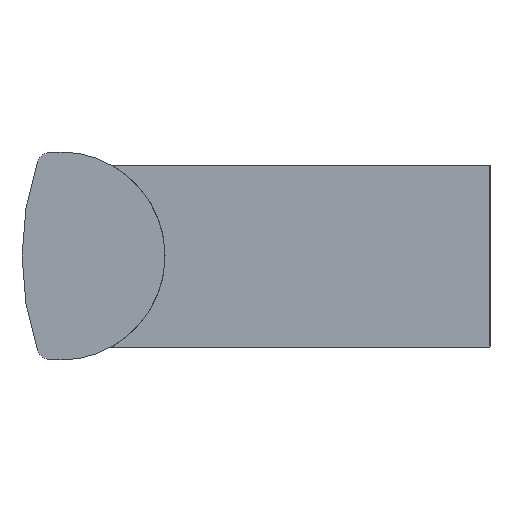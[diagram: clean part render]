
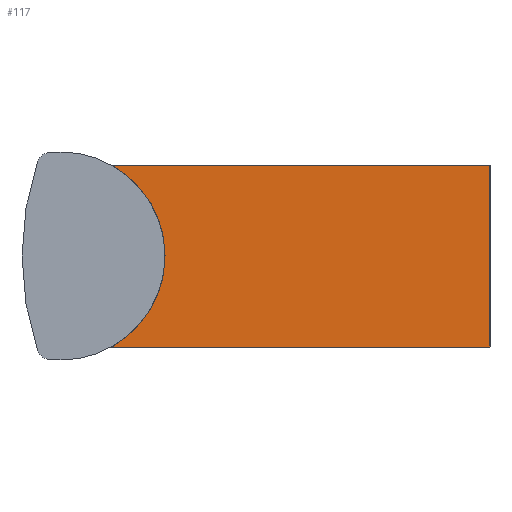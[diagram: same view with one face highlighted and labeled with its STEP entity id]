
A CAD part, left-side view. The second image highlights one B-rep face of the part: STEP entity #117.
In plain terms, the highlighted planar face has unit normal (-1, 0, 0).
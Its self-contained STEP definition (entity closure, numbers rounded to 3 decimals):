
#32 = VERTEX_POINT ( 'NONE', #136 ) ;
#38 = DIRECTION ( 'NONE',  ( 0., 0., -1. ) ) ;
#53 = EDGE_CURVE ( 'NONE', #319, #718, #200, .T. ) ;
#76 = CIRCLE ( 'NONE', #257, 8. ) ;
#91 = CARTESIAN_POINT ( 'NONE',  ( -118., 0., 7. ) ) ;
#110 = ORIENTED_EDGE ( 'NONE', *, *, #384, .T. ) ;
#117 = ADVANCED_FACE ( 'NONE', ( #266 ), #148, .F. ) ;
#136 = CARTESIAN_POINT ( 'NONE',  ( -118., 0., -7. ) ) ;
#148 = PLANE ( 'NONE',  #570 ) ;
#200 = LINE ( 'NONE', #541, #838 ) ;
#208 = CARTESIAN_POINT ( 'NONE',  ( -118., 29.127, -7. ) ) ;
#209 = DIRECTION ( 'NONE',  ( 0., 0., -1. ) ) ;
#244 = VECTOR ( 'NONE', #708, 1000. ) ;
#257 = AXIS2_PLACEMENT_3D ( 'NONE', #833, #702, #38 ) ;
#266 = FACE_OUTER_BOUND ( 'NONE', #652, .T. ) ;
#284 = VERTEX_POINT ( 'NONE', #208 ) ;
#319 = VERTEX_POINT ( 'NONE', #680 ) ;
#348 = CARTESIAN_POINT ( 'NONE',  ( -118., 36.002, -7. ) ) ;
#352 = DIRECTION ( 'NONE',  ( 0., -1., 0. ) ) ;
#360 = CARTESIAN_POINT ( 'NONE',  ( -118., 0., -7. ) ) ;
#363 = CARTESIAN_POINT ( 'NONE',  ( -118., 36.002, -7. ) ) ;
#384 = EDGE_CURVE ( 'NONE', #32, #718, #496, .T. ) ;
#400 = ORIENTED_EDGE ( 'NONE', *, *, #53, .F. ) ;
#402 = EDGE_CURVE ( 'NONE', #284, #319, #76, .T. ) ;
#444 = ORIENTED_EDGE ( 'NONE', *, *, #721, .T. ) ;
#448 = VECTOR ( 'NONE', #697, 1000. ) ;
#496 = LINE ( 'NONE', #360, #448 ) ;
#541 = CARTESIAN_POINT ( 'NONE',  ( -118., 36.002, 7. ) ) ;
#570 = AXIS2_PLACEMENT_3D ( 'NONE', #348, #821, #209 ) ;
#652 = EDGE_LOOP ( 'NONE', ( #806, #444, #110, #400 ) ) ;
#680 = CARTESIAN_POINT ( 'NONE',  ( -118., 29.127, 7. ) ) ;
#697 = DIRECTION ( 'NONE',  ( 0., 0., 1. ) ) ;
#702 = DIRECTION ( 'NONE',  ( -1., 0., 0. ) ) ;
#708 = DIRECTION ( 'NONE',  ( 0., -1., 0. ) ) ;
#718 = VERTEX_POINT ( 'NONE', #91 ) ;
#721 = EDGE_CURVE ( 'NONE', #284, #32, #784, .T. ) ;
#784 = LINE ( 'NONE', #363, #244 ) ;
#806 = ORIENTED_EDGE ( 'NONE', *, *, #402, .F. ) ;
#821 = DIRECTION ( 'NONE',  ( 1., 0., 0. ) ) ;
#833 = CARTESIAN_POINT ( 'NONE',  ( -118., 33., 0. ) ) ;
#838 = VECTOR ( 'NONE', #352, 1000. ) ;
